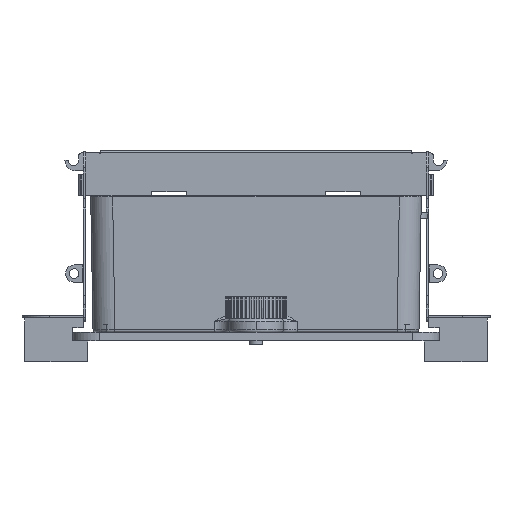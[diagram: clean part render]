
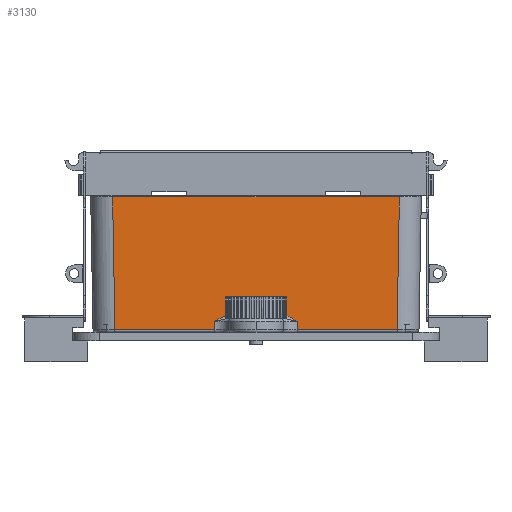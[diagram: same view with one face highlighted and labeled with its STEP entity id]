
A CAD part, left-side view. The second image highlights one B-rep face of the part: STEP entity #3130.
In plain terms, the highlighted free-form (B-spline) face has degree [1, 1] with [2, 2] control points.
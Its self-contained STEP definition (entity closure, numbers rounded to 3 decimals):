
#3130 = ADVANCED_FACE('',(#3131),#3219,.T.);
#3131 = FACE_BOUND('',#3132,.T.);
#3132 = EDGE_LOOP('',(#3133,#3142,#3149,#3156,#3163,#3170,#3185,#3192,
    #3207,#3214));
#3133 = ORIENTED_EDGE('',*,*,#3134,.T.);
#3134 = EDGE_CURVE('',#3135,#3137,#3139,.T.);
#3135 = VERTEX_POINT('',#3136);
#3136 = CARTESIAN_POINT('',(-59.691,-49.586,
    3.929));
#3137 = VERTEX_POINT('',#3138);
#3138 = CARTESIAN_POINT('',(-60.506,-50.401,
    50.619));
#3139 = B_SPLINE_CURVE_WITH_KNOTS('',1,(#3140,#3141),.UNSPECIFIED.,.F.,
  .F.,(2,2),(2.92,51.443),.PIECEWISE_BEZIER_KNOTS.);
#3140 = CARTESIAN_POINT('',(-59.691,-49.586,
    3.929));
#3141 = CARTESIAN_POINT('',(-60.506,-50.401,
    50.619));
#3142 = ORIENTED_EDGE('',*,*,#3143,.T.);
#3143 = EDGE_CURVE('',#3137,#3144,#3146,.T.);
#3144 = VERTEX_POINT('',#3145);
#3145 = CARTESIAN_POINT('',(-60.506,50.401,
    50.619));
#3146 = B_SPLINE_CURVE_WITH_KNOTS('',1,(#3147,#3148),.UNSPECIFIED.,.F.,
  .F.,(2,2),(-104.739,-0.009),
  .PIECEWISE_BEZIER_KNOTS.);
#3147 = CARTESIAN_POINT('',(-60.506,-50.401,
    50.619));
#3148 = CARTESIAN_POINT('',(-60.506,50.401,
    50.619));
#3149 = ORIENTED_EDGE('',*,*,#3150,.T.);
#3150 = EDGE_CURVE('',#3144,#3151,#3153,.T.);
#3151 = VERTEX_POINT('',#3152);
#3152 = CARTESIAN_POINT('',(-59.691,49.586,
    3.929));
#3153 = B_SPLINE_CURVE_WITH_KNOTS('',1,(#3154,#3155),.UNSPECIFIED.,.F.,
  .F.,(2,2),(-49.367,-0.843),.PIECEWISE_BEZIER_KNOTS.);
#3154 = CARTESIAN_POINT('',(-60.506,50.401,
    50.619));
#3155 = CARTESIAN_POINT('',(-59.691,49.586,
    3.929));
#3156 = ORIENTED_EDGE('',*,*,#3157,.T.);
#3157 = EDGE_CURVE('',#3151,#3158,#3160,.T.);
#3158 = VERTEX_POINT('',#3159);
#3159 = CARTESIAN_POINT('',(-59.691,14.437,
    3.929));
#3160 = B_SPLINE_CURVE_WITH_KNOTS('',1,(#3161,#3162),.UNSPECIFIED.,.F.,
  .F.,(2,2),(7.982,44.5),.PIECEWISE_BEZIER_KNOTS.);
#3161 = CARTESIAN_POINT('',(-59.691,49.586,
    3.929));
#3162 = CARTESIAN_POINT('',(-59.691,14.437,
    3.929));
#3163 = ORIENTED_EDGE('',*,*,#3164,.T.);
#3164 = EDGE_CURVE('',#3158,#3165,#3167,.T.);
#3165 = VERTEX_POINT('',#3166);
#3166 = CARTESIAN_POINT('',(-59.742,14.437,
    6.817));
#3167 = B_SPLINE_CURVE_WITH_KNOTS('',1,(#3168,#3169),.UNSPECIFIED.,.F.,
  .F.,(2,2),(0.983,3.983),.PIECEWISE_BEZIER_KNOTS.);
#3168 = CARTESIAN_POINT('',(-59.691,14.437,
    3.929));
#3169 = CARTESIAN_POINT('',(-59.742,14.437,
    6.817));
#3170 = ORIENTED_EDGE('',*,*,#3171,.T.);
#3171 = EDGE_CURVE('',#3165,#3172,#3174,.T.);
#3172 = VERTEX_POINT('',#3173);
#3173 = CARTESIAN_POINT('',(-59.776,10.103,
    8.776));
#3174 = B_SPLINE_CURVE_WITH_KNOTS('',3,(#3175,#3176,#3177,#3178,#3179,
    #3180,#3181,#3182,#3183,#3184),.UNSPECIFIED.,.F.,.F.,(4,2,2,2,4),(
    0.,0.002,0.003,
    0.004,0.005),.UNSPECIFIED.);
#3175 = CARTESIAN_POINT('',(-59.742,14.437,
    6.817));
#3176 = CARTESIAN_POINT('',(-59.75,13.78,
    7.282));
#3177 = CARTESIAN_POINT('',(-59.758,13.123,
    7.751));
#3178 = CARTESIAN_POINT('',(-59.766,12.236,
    8.215));
#3179 = CARTESIAN_POINT('',(-59.768,12.055,
    8.301));
#3180 = CARTESIAN_POINT('',(-59.77,11.684,
    8.458));
#3181 = CARTESIAN_POINT('',(-59.772,11.492,
    8.528));
#3182 = CARTESIAN_POINT('',(-59.775,10.909,
    8.704));
#3183 = CARTESIAN_POINT('',(-59.776,10.512,
    8.776));
#3184 = CARTESIAN_POINT('',(-59.776,10.103,
    8.776));
#3185 = ORIENTED_EDGE('',*,*,#3186,.T.);
#3186 = EDGE_CURVE('',#3172,#3187,#3189,.T.);
#3187 = VERTEX_POINT('',#3188);
#3188 = CARTESIAN_POINT('',(-59.776,-10.103,
    8.776));
#3189 = B_SPLINE_CURVE_WITH_KNOTS('',1,(#3190,#3191),.UNSPECIFIED.,.F.,
  .F.,(2,2),(49.003,69.997),.PIECEWISE_BEZIER_KNOTS.);
#3190 = CARTESIAN_POINT('',(-59.776,10.103,
    8.776));
#3191 = CARTESIAN_POINT('',(-59.776,-10.103,
    8.776));
#3192 = ORIENTED_EDGE('',*,*,#3193,.T.);
#3193 = EDGE_CURVE('',#3187,#3194,#3196,.T.);
#3194 = VERTEX_POINT('',#3195);
#3195 = CARTESIAN_POINT('',(-59.742,-14.437,
    6.817));
#3196 = B_SPLINE_CURVE_WITH_KNOTS('',3,(#3197,#3198,#3199,#3200,#3201,
    #3202,#3203,#3204,#3205,#3206),.UNSPECIFIED.,.F.,.F.,(4,2,2,2,4),(0.
    ,0.001,0.002,0.003,
    0.005),.UNSPECIFIED.);
#3197 = CARTESIAN_POINT('',(-59.776,-10.103,
    8.776));
#3198 = CARTESIAN_POINT('',(-59.776,-10.512,
    8.776));
#3199 = CARTESIAN_POINT('',(-59.775,-10.909,
    8.704));
#3200 = CARTESIAN_POINT('',(-59.772,-11.492,
    8.528));
#3201 = CARTESIAN_POINT('',(-59.77,-11.684,
    8.458));
#3202 = CARTESIAN_POINT('',(-59.768,-12.055,
    8.301));
#3203 = CARTESIAN_POINT('',(-59.766,-12.236,
    8.215));
#3204 = CARTESIAN_POINT('',(-59.758,-13.123,
    7.751));
#3205 = CARTESIAN_POINT('',(-59.75,-13.779,
    7.282));
#3206 = CARTESIAN_POINT('',(-59.742,-14.437,
    6.817));
#3207 = ORIENTED_EDGE('',*,*,#3208,.T.);
#3208 = EDGE_CURVE('',#3194,#3209,#3211,.T.);
#3209 = VERTEX_POINT('',#3210);
#3210 = CARTESIAN_POINT('',(-59.691,-14.437,
    3.929));
#3211 = B_SPLINE_CURVE_WITH_KNOTS('',1,(#3212,#3213),.UNSPECIFIED.,.F.,
  .F.,(2,2),(-3.983,-0.983),.PIECEWISE_BEZIER_KNOTS.);
#3212 = CARTESIAN_POINT('',(-59.742,-14.437,
    6.817));
#3213 = CARTESIAN_POINT('',(-59.691,-14.437,
    3.929));
#3214 = ORIENTED_EDGE('',*,*,#3215,.T.);
#3215 = EDGE_CURVE('',#3209,#3135,#3216,.T.);
#3216 = B_SPLINE_CURVE_WITH_KNOTS('',1,(#3217,#3218),.UNSPECIFIED.,.F.,
  .F.,(2,2),(74.5,111.018),.PIECEWISE_BEZIER_KNOTS.);
#3217 = CARTESIAN_POINT('',(-59.691,-14.437,
    3.929));
#3218 = CARTESIAN_POINT('',(-59.691,-49.586,
    3.929));
#3219 = B_SPLINE_SURFACE_WITH_KNOTS('',1,1,(
    (#3220,#3221)
    ,(#3222,#3223
    )),.UNSPECIFIED.,.F.,.F.,.F.,(2,2),(2,2),(0.983,
    49.499),(-111.865,-7.135),
  .PIECEWISE_BEZIER_KNOTS.);
#3220 = CARTESIAN_POINT('',(-59.691,-50.401,
    3.929));
#3221 = CARTESIAN_POINT('',(-59.691,50.401,
    3.929));
#3222 = CARTESIAN_POINT('',(-60.506,-50.401,
    50.619));
#3223 = CARTESIAN_POINT('',(-60.506,50.401,
    50.619));
